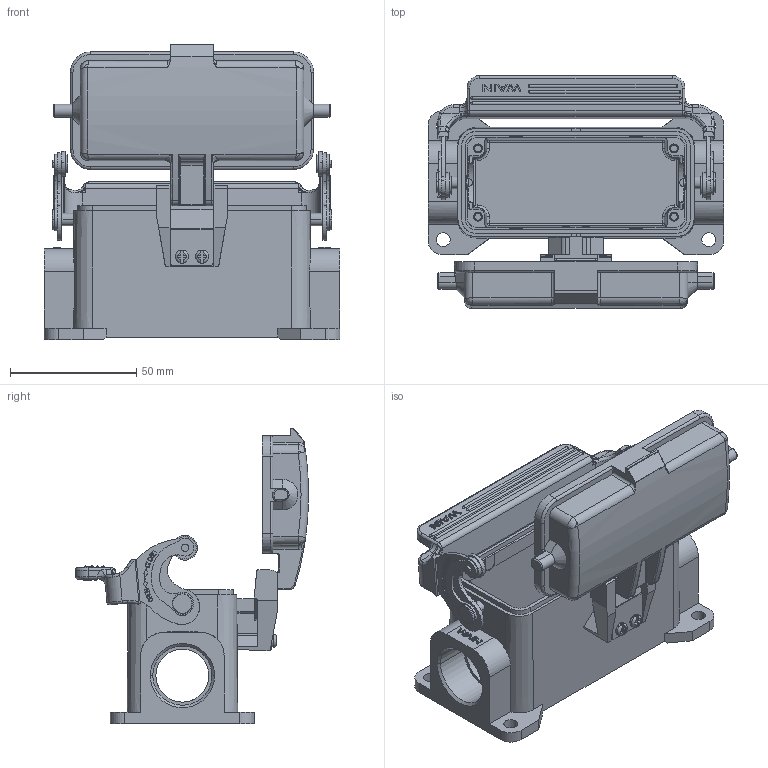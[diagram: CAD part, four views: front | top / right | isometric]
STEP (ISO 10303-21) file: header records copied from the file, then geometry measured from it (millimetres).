
FILE_DESCRIPTION((''),'2;1');
FILE_NAME('3D_1110162611023_H16B-SF-1L_SC-_ASM','2023-12-19T',('13843'),(''),'PRO/ENGINEER BY PARAMETRIC TECHNOLOGY CORPORATION, 2012480','PRO/ENGINEER BY PARAMETRIC TECHNOLOGY CORPORATION, 2012480','');
FILE_SCHEMA(('CONFIG_CONTROL_DESIGN'));
Products named in the file (23): BREP_WITH_VOIDS_105_1_1; MANIFOLD_SOLID_BREP_745_1_1; MANIFOLD_SOLID_BREP_746_1_1; MANIFOLD_SOLID_BREP_747_1_1; MANIFOLD_SOLID_BREP_748_1_1; MANIFOLD_SOLID_BREP_749_1_1; MANIFOLD_SOLID_BREP_750_1_1; MANIFOLD_SOLID_BREP_751_1_1; MANIFOLD_SOLID_BREP_752_1_1; MANIFOLD_SOLID_BREP_753_1_1; MANIFOLD_SOLID_BREP_754_1_1; MANIFOLD_SOLID_BREP_755_1_1; 138404D82F13FYDF_ASM_1_ASM_1_ASM; MANIFOLD_SOLID_BREP_2656_1_1; MANIFOLD_SOLID_BREP_2657_1_1; MANIFOLD_SOLID_BREP_2658_1_1; MANIFOLD_SOLID_BREP_2645_1_1; ASM0001_ASM_1_ASM; MANIFOLD_SOLID_BREP_2645_1; MANIFOLD_SOLID_BREP_2658_1; ASM0001_ASM; MANIFOLD_SOLID_BREP_2645; 3D_1110162611023_H16B-SF-1L_SC-_ASM
Assembly tree (23 placements, depth 5):
  3D_1110162611023_H16B-SF-1L_SC-_ASM
    ASM0001_ASM
      ASM0001_ASM_1_ASM
        138404D82F13FYDF_ASM_1_ASM_1_ASM
          BREP_WITH_VOIDS_105_1_1
          MANIFOLD_SOLID_BREP_745_1_1
          MANIFOLD_SOLID_BREP_746_1_1
          MANIFOLD_SOLID_BREP_747_1_1
          MANIFOLD_SOLID_BREP_748_1_1
          MANIFOLD_SOLID_BREP_749_1_1
          MANIFOLD_SOLID_BREP_750_1_1
          MANIFOLD_SOLID_BREP_751_1_1
          MANIFOLD_SOLID_BREP_752_1_1
          MANIFOLD_SOLID_BREP_753_1_1
          MANIFOLD_SOLID_BREP_754_1_1
          MANIFOLD_SOLID_BREP_755_1_1
        MANIFOLD_SOLID_BREP_2656_1_1
        MANIFOLD_SOLID_BREP_2657_1_1
        MANIFOLD_SOLID_BREP_2658_1_1
        MANIFOLD_SOLID_BREP_2645_1_1
      MANIFOLD_SOLID_BREP_2645_1
      MANIFOLD_SOLID_BREP_2658_1
    MANIFOLD_SOLID_BREP_2645  x2
Bounding box: 117 x 92.2 x 116.82 mm (x, y, z)
Volume: 130745.7 mm3; surface area: 84796.1 mm2
Topology: 16 solids, 17 shells, 1718 faces, 4849 edges, 3235 vertices
Faces by surface type: plane 757, cylinder 693, torus 96, cone 58, bspline 46, extrusion 35, sphere 33
Entity records: 75467 total; most frequent: CARTESIAN_POINT 17088, ORIENTED_EDGE 9514, DIRECTION 8825, EDGE_CURVE 4757, PRESENTATION_STYLE_ASSIGNMENT 4087, STYLED_ITEM 4036, CURVE_STYLE 3631, VERTEX_POINT 3191
